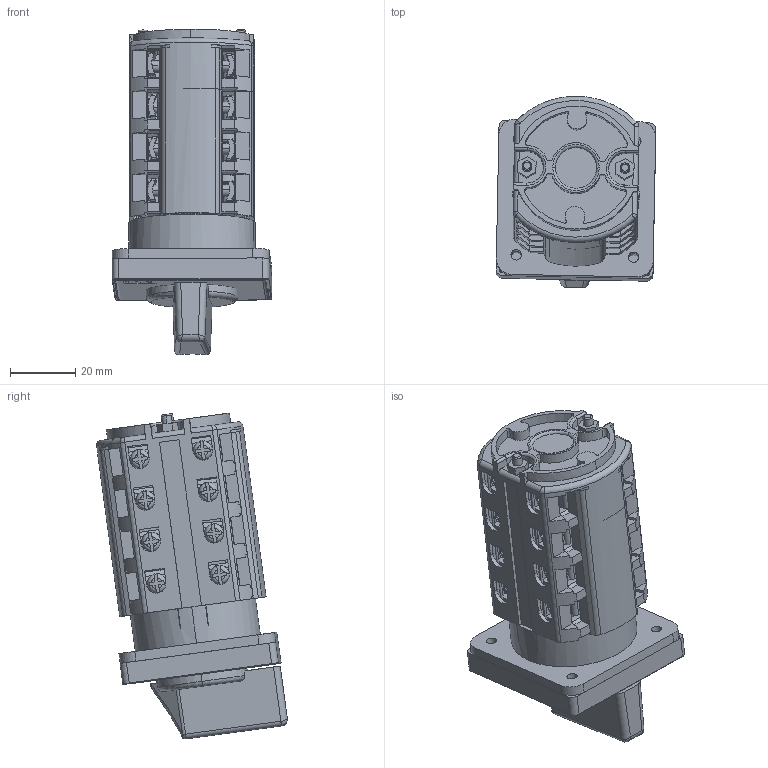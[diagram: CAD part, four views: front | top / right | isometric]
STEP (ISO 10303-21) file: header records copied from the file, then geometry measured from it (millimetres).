
FILE_DESCRIPTION((''),'2;1');
FILE_NAME('ASM0104JJJJJJ_ASM','2021-10-01T',('marketing.praksa'),('Audax d.o.o.'),'CREO PARAMETRIC BY PTC INC, 2017480','CREO PARAMETRIC BY PTC INC, 2017480','');
FILE_SCHEMA(('AUTOMOTIVE_DESIGN { 1 0 10303 214 1 1 1 1 }'));
Products named in the file (43): PRT9564_1_1_2_3_1_1_1_1_1; PRT9564_1_1_2_3_2_1_1_1_1; PRT9564_1_1_2_3_ASM_1_1_ASM_1_1_ASM; VIJAK1_ASM_1_1_2_ASM_1_1_ASM__1_ASM; E_1_1_1_1_1_1_2_3_4_1_1_1_1; BAK_ASM_1_1_2_ASM_1_1_ASM_1_1_ASM; PRT9558_1_1_1_1_1_1_2_3_4_1_1_3; COPPER-SP-HAL_ASM_1_1_2_ASM_1_3_ASM; PRT9564_1_1_1_1_1_1_2_3; PRT9564_1_2_1_1_1_1; PRT9564_1_ASM_1_1_ASM_1_1_ASM; VIJAK1_ASM_1_ASM_1_1_ASM_1_1_ASM; E_1_1_1_1_1_1_2_1_1_1_1_2_3_4_5; BAK_ASM_1_ASM_1_1_ASM_1_1_ASM; AA_ASM_1_1_ASM_1_1_ASM; PRT9558_1_1_1_1_1_1_2_1_1_1__16; COPPER-SP-HAL_ASM_1_ASM_1_1_A_1_ASM; PRT9567_1_1_2_1_1_1; PRT9567_1_1_2_2_1_1; PRT9567_1_1_2_ASM_1_1_ASM; PRT9564_1_1_2_3_1_1_1_1_2_3; PRT9564_1_1_2_3_2_1_1_1_2_3; PRT9564_1_1_2_3_ASM_1_ASM_1_1_ASM; VIJAK1_ASM_1_1_2_ASM_1_ASM_1_1_ASM; E_1_1_1_1_1_1_2_3_4_1_1_1_2_3; BAK_ASM_1_1_2_ASM_1_ASM_1_1_ASM; PRT9558_1_1_1_1_1_1_2_3_4_1_1_4; COPPER-SP-HAL_ASM_1_1_2_ASM_1_4_ASM; SREDINA_1_1_2_1_1_1; SREDINA_1_1_2_2_1_1; SREDINA_1_1_2_3_1_1; SREDINA_1_1_2_ASM_1_1_ASM; BELI-POKROV-BREZ-LOGO_1_1_1_1_3; PRT9563_1_1_2_1_1_1_2; PRT9563_1_1_2_2_1_1; PRT9563_1_1_2_3_1_1_2_3; PRT9563_1_1_2_ASM_1_1_ASM; SWITCH-PRT_1_1_1_1_1_1_2_3_1_1; CRN-OKVIR_1_1_1_1_2_3; FRONT_ASM_1_1_ASM_1_1_ASM ...
Assembly tree (63 placements, depth 4):
  ASM0104JJJJJJ_ASM
    VIJAK1_ASM_1_1_2_ASM_1_1_ASM__1_ASM  x2
      PRT9564_1_1_2_3_ASM_1_1_ASM_1_1_ASM
        PRT9564_1_1_2_3_1_1_1_1_1
        PRT9564_1_1_2_3_2_1_1_1_1
    BAK_ASM_1_1_2_ASM_1_1_ASM_1_1_ASM  x4
      E_1_1_1_1_1_1_2_3_4_1_1_1_1
    COPPER-SP-HAL_ASM_1_1_2_ASM_1_3_ASM  x2
      PRT9558_1_1_1_1_1_1_2_3_4_1_1_3
    VIJAK1_ASM_1_ASM_1_1_ASM_1_1_ASM  x2
      PRT9564_1_ASM_1_1_ASM_1_1_ASM
        PRT9564_1_1_1_1_1_1_2_3
        PRT9564_1_2_1_1_1_1
    AA_ASM_1_1_ASM_1_1_ASM  x2
      BAK_ASM_1_ASM_1_1_ASM_1_1_ASM
        E_1_1_1_1_1_1_2_1_1_1_1_2_3_4_5
    COPPER-SP-HAL_ASM_1_ASM_1_1_A_1_ASM  x2
      PRT9558_1_1_1_1_1_1_2_1_1_1__16
    PRT9567_1_1_2_ASM_1_1_ASM  x2
      PRT9567_1_1_2_1_1_1
      PRT9567_1_1_2_2_1_1
    VIJAK1_ASM_1_1_2_ASM_1_ASM_1_1_ASM  x2
      PRT9564_1_1_2_3_ASM_1_ASM_1_1_ASM
        PRT9564_1_1_2_3_1_1_1_1_2_3
        PRT9564_1_1_2_3_2_1_1_1_2_3
    BAK_ASM_1_1_2_ASM_1_ASM_1_1_ASM  x2
      E_1_1_1_1_1_1_2_3_4_1_1_1_2_3
    COPPER-SP-HAL_ASM_1_1_2_ASM_1_4_ASM  x2
      PRT9558_1_1_1_1_1_1_2_3_4_1_1_4
    SREDINA_1_1_2_ASM_1_1_ASM
      SREDINA_1_1_2_1_1_1
      SREDINA_1_1_2_2_1_1
      SREDINA_1_1_2_3_1_1
    FRONT_ASM_1_1_ASM_1_1_ASM
      BELI-POKROV-BREZ-LOGO_1_1_1_1_3
      PRT9563_1_1_2_ASM_1_1_ASM
        PRT9563_1_1_2_1_1_1_2
        PRT9563_1_1_2_2_1_1
        PRT9563_1_1_2_3_1_1_2_3
      SWITCH-PRT_1_1_1_1_1_1_2_3_1_1
      CRN-OKVIR_1_1_1_1_2_3
    E_1_1_1_1_1_1_2_3_4_1_1  x2
    3P-BOTTOM_1_1_1_1_2_1
Bounding box: 49.01 x 58.57 x 99.98 mm (x, y, z)
Volume: 77244.2 mm3; surface area: 72210.4 mm2
Topology: 62 solids, 63 shells, 4064 faces, 12283 edges, 8187 vertices
Faces by surface type: plane 2658, cylinder 1170, torus 122, cone 46, sphere 36, bspline 32
Entity records: 173736 total; most frequent: CARTESIAN_POINT 25095, ORIENTED_EDGE 20850, DIRECTION 19935, PRESENTATION_STYLE_ASSIGNMENT 13039, STYLED_ITEM 13039, CURVE_STYLE 10425, EDGE_CURVE 10425, VECTOR 7085
